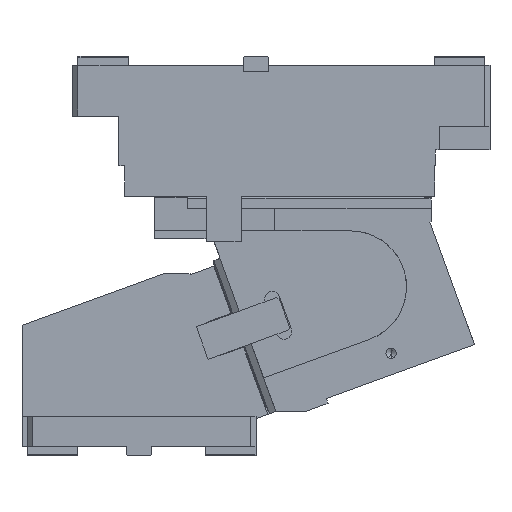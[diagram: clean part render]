
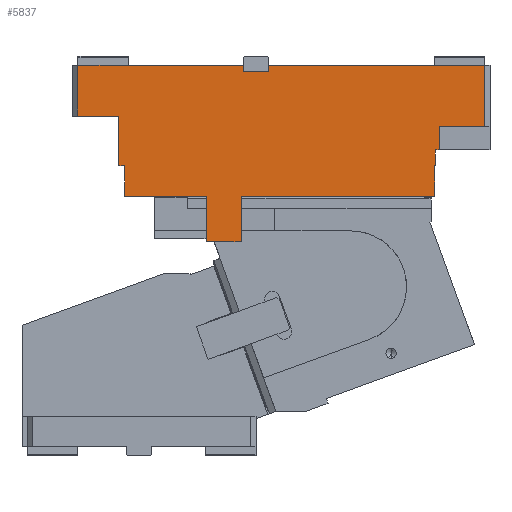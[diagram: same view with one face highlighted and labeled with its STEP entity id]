
A CAD part, front view. The second image highlights one B-rep face of the part: STEP entity #5837.
In plain terms, the highlighted planar face has unit normal (0, -1, 0).
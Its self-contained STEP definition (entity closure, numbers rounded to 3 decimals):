
#129=CARTESIAN_POINT('Vertex',(50.87,-175.,-128.77)) ;
#132=CARTESIAN_POINT('Line Origine',(50.87,-175.,-113.77)) ;
#136=CARTESIAN_POINT('Vertex',(50.87,-175.,-98.77)) ;
#456=CARTESIAN_POINT('Line Origine',(47.935,-175.,-98.77)) ;
#460=CARTESIAN_POINT('Vertex',(45.,-175.,-98.77)) ;
#538=CARTESIAN_POINT('Vertex',(355.87,-175.,-128.77)) ;
#541=CARTESIAN_POINT('Line Origine',(260.62,-175.,-128.77)) ;
#545=CARTESIAN_POINT('Vertex',(165.37,-175.,-128.77)) ;
#566=CARTESIAN_POINT('Vertex',(131.37,-175.,-128.77)) ;
#569=CARTESIAN_POINT('Line Origine',(130.12,-175.,-128.77)) ;
#573=CARTESIAN_POINT('Vertex',(128.87,-175.,-128.77)) ;
#576=CARTESIAN_POINT('Line Origine',(89.87,-175.,-128.77)) ;
#1389=CARTESIAN_POINT('Vertex',(5.,-175.,0.)) ;
#1392=CARTESIAN_POINT('Line Origine',(86.25,-175.,0.)) ;
#1396=CARTESIAN_POINT('Vertex',(167.5,-175.,0.)) ;
#1588=CARTESIAN_POINT('Vertex',(405.,-175.,0.)) ;
#1759=CARTESIAN_POINT('Vertex',(192.5,-175.,0.)) ;
#1762=CARTESIAN_POINT('Line Origine',(298.75,-175.,0.)) ;
#1983=CARTESIAN_POINT('Vertex',(360.27,-175.,-83.1)) ;
#1986=CARTESIAN_POINT('Line Origine',(358.32,-175.,-83.1)) ;
#1990=CARTESIAN_POINT('Vertex',(356.37,-175.,-83.1)) ;
#2026=CARTESIAN_POINT('Line Origine',(356.37,-175.,-90.935)) ;
#2030=CARTESIAN_POINT('Vertex',(356.37,-175.,-98.77)) ;
#2064=CARTESIAN_POINT('Line Origine',(356.12,-175.,-98.77)) ;
#2068=CARTESIAN_POINT('Vertex',(355.87,-175.,-98.77)) ;
#2253=CARTESIAN_POINT('Line Origine',(45.,-175.,-74.385)) ;
#2257=CARTESIAN_POINT('Vertex',(45.,-175.,-50.)) ;
#2279=CARTESIAN_POINT('Line Origine',(165.37,-175.,-151.02)) ;
#2283=CARTESIAN_POINT('Vertex',(165.37,-175.,-173.27)) ;
#2326=CARTESIAN_POINT('Line Origine',(148.37,-175.,-173.27)) ;
#2330=CARTESIAN_POINT('Vertex',(131.37,-175.,-173.27)) ;
#2376=CARTESIAN_POINT('Line Origine',(131.37,-175.,-151.02)) ;
#2402=CARTESIAN_POINT('Line Origine',(25.,-175.,-50.)) ;
#2406=CARTESIAN_POINT('Vertex',(5.,-175.,-50.)) ;
#2505=CARTESIAN_POINT('Line Origine',(5.,-175.,-25.)) ;
#2522=CARTESIAN_POINT('Line Origine',(167.5,-175.,-3.)) ;
#2526=CARTESIAN_POINT('Vertex',(167.5,-175.,-6.)) ;
#2559=CARTESIAN_POINT('Vertex',(192.5,-175.,-6.)) ;
#2567=CARTESIAN_POINT('Line Origine',(180.,-175.,-6.)) ;
#2589=CARTESIAN_POINT('Line Origine',(192.5,-175.,-3.)) ;
#2606=CARTESIAN_POINT('Line Origine',(405.,-175.,-30.05)) ;
#2610=CARTESIAN_POINT('Vertex',(405.,-175.,-60.1)) ;
#2643=CARTESIAN_POINT('Vertex',(360.27,-175.,-60.1)) ;
#2658=CARTESIAN_POINT('Line Origine',(382.635,-175.,-60.1)) ;
#2694=CARTESIAN_POINT('Line Origine',(360.27,-175.,-71.6)) ;
#2721=CARTESIAN_POINT('Line Origine',(355.87,-175.,-113.77)) ;
#5807=CARTESIAN_POINT('Axis2P3D Location',(50.87,-175.,-98.77)) ;
#133=DIRECTION('Vector Direction',(0.,0.,1.)) ;
#457=DIRECTION('Vector Direction',(-1.,0.,0.)) ;
#542=DIRECTION('Vector Direction',(-1.,0.,0.)) ;
#570=DIRECTION('Vector Direction',(-1.,0.,0.)) ;
#577=DIRECTION('Vector Direction',(1.,0.,0.)) ;
#1393=DIRECTION('Vector Direction',(1.,0.,0.)) ;
#1763=DIRECTION('Vector Direction',(1.,0.,0.)) ;
#1987=DIRECTION('Vector Direction',(-1.,0.,0.)) ;
#2027=DIRECTION('Vector Direction',(0.,0.,-1.)) ;
#2065=DIRECTION('Vector Direction',(-1.,0.,0.)) ;
#2254=DIRECTION('Vector Direction',(0.,0.,-1.)) ;
#2280=DIRECTION('Vector Direction',(0.,0.,1.)) ;
#2327=DIRECTION('Vector Direction',(1.,0.,0.)) ;
#2377=DIRECTION('Vector Direction',(0.,0.,1.)) ;
#2403=DIRECTION('Vector Direction',(1.,0.,0.)) ;
#2506=DIRECTION('Vector Direction',(0.,0.,-1.)) ;
#2523=DIRECTION('Vector Direction',(0.,0.,-1.)) ;
#2568=DIRECTION('Vector Direction',(-1.,0.,0.)) ;
#2590=DIRECTION('Vector Direction',(0.,0.,1.)) ;
#2607=DIRECTION('Vector Direction',(0.,0.,1.)) ;
#2659=DIRECTION('Vector Direction',(1.,0.,0.)) ;
#2695=DIRECTION('Vector Direction',(0.,0.,1.)) ;
#2722=DIRECTION('Vector Direction',(0.,0.,-1.)) ;
#5808=DIRECTION('Axis2P3D Direction',(0.,1.,0.)) ;
#5809=DIRECTION('Axis2P3D XDirection',(0.,0.,-1.)) ;
#5810=AXIS2_PLACEMENT_3D('Plane Axis2P3D',#5807,#5808,#5809) ;
#5813=ORIENTED_EDGE('',*,*,#547,.T.) ;
#5814=ORIENTED_EDGE('',*,*,#2725,.T.) ;
#5815=ORIENTED_EDGE('',*,*,#2070,.F.) ;
#5816=ORIENTED_EDGE('',*,*,#2032,.F.) ;
#5817=ORIENTED_EDGE('',*,*,#1992,.F.) ;
#5818=ORIENTED_EDGE('',*,*,#2698,.T.) ;
#5819=ORIENTED_EDGE('',*,*,#2662,.T.) ;
#5820=ORIENTED_EDGE('',*,*,#2612,.T.) ;
#5821=ORIENTED_EDGE('',*,*,#1766,.F.) ;
#5822=ORIENTED_EDGE('',*,*,#2593,.F.) ;
#5823=ORIENTED_EDGE('',*,*,#2571,.T.) ;
#5824=ORIENTED_EDGE('',*,*,#2528,.F.) ;
#5825=ORIENTED_EDGE('',*,*,#1398,.F.) ;
#5826=ORIENTED_EDGE('',*,*,#2509,.T.) ;
#5827=ORIENTED_EDGE('',*,*,#2408,.T.) ;
#5828=ORIENTED_EDGE('',*,*,#2259,.T.) ;
#5829=ORIENTED_EDGE('',*,*,#462,.F.) ;
#5830=ORIENTED_EDGE('',*,*,#138,.T.) ;
#5831=ORIENTED_EDGE('',*,*,#580,.T.) ;
#5832=ORIENTED_EDGE('',*,*,#575,.T.) ;
#5833=ORIENTED_EDGE('',*,*,#2380,.F.) ;
#5834=ORIENTED_EDGE('',*,*,#2332,.T.) ;
#5835=ORIENTED_EDGE('',*,*,#2285,.T.) ;
#134=VECTOR('Line Direction',#133,1.) ;
#458=VECTOR('Line Direction',#457,1.) ;
#543=VECTOR('Line Direction',#542,1.) ;
#571=VECTOR('Line Direction',#570,1.) ;
#578=VECTOR('Line Direction',#577,1.) ;
#1394=VECTOR('Line Direction',#1393,1.) ;
#1764=VECTOR('Line Direction',#1763,1.) ;
#1988=VECTOR('Line Direction',#1987,1.) ;
#2028=VECTOR('Line Direction',#2027,1.) ;
#2066=VECTOR('Line Direction',#2065,1.) ;
#2255=VECTOR('Line Direction',#2254,1.) ;
#2281=VECTOR('Line Direction',#2280,1.) ;
#2328=VECTOR('Line Direction',#2327,1.) ;
#2378=VECTOR('Line Direction',#2377,1.) ;
#2404=VECTOR('Line Direction',#2403,1.) ;
#2507=VECTOR('Line Direction',#2506,1.) ;
#2524=VECTOR('Line Direction',#2523,1.) ;
#2569=VECTOR('Line Direction',#2568,1.) ;
#2591=VECTOR('Line Direction',#2590,1.) ;
#2608=VECTOR('Line Direction',#2607,1.) ;
#2660=VECTOR('Line Direction',#2659,1.) ;
#2696=VECTOR('Line Direction',#2695,1.) ;
#2723=VECTOR('Line Direction',#2722,1.) ;
#5837=ADVANCED_FACE('CAM HOLDER',(#5836),#5811,.F.) ;
#138=EDGE_CURVE('',#137,#130,#135,.F.) ;
#462=EDGE_CURVE('',#137,#461,#459,.T.) ;
#547=EDGE_CURVE('',#546,#539,#544,.F.) ;
#575=EDGE_CURVE('',#574,#567,#572,.F.) ;
#580=EDGE_CURVE('',#130,#574,#579,.T.) ;
#1398=EDGE_CURVE('',#1390,#1397,#1395,.T.) ;
#1766=EDGE_CURVE('',#1760,#1589,#1765,.T.) ;
#1992=EDGE_CURVE('',#1984,#1991,#1989,.T.) ;
#2032=EDGE_CURVE('',#1991,#2031,#2029,.T.) ;
#2070=EDGE_CURVE('',#2031,#2069,#2067,.T.) ;
#2259=EDGE_CURVE('',#2258,#461,#2256,.T.) ;
#2285=EDGE_CURVE('',#2284,#546,#2282,.T.) ;
#2332=EDGE_CURVE('',#2331,#2284,#2329,.T.) ;
#2380=EDGE_CURVE('',#2331,#567,#2379,.T.) ;
#2408=EDGE_CURVE('',#2407,#2258,#2405,.T.) ;
#2509=EDGE_CURVE('',#1390,#2407,#2508,.T.) ;
#2528=EDGE_CURVE('',#1397,#2527,#2525,.T.) ;
#2571=EDGE_CURVE('',#2560,#2527,#2570,.T.) ;
#2593=EDGE_CURVE('',#2560,#1760,#2592,.T.) ;
#2612=EDGE_CURVE('',#2611,#1589,#2609,.T.) ;
#2662=EDGE_CURVE('',#2644,#2611,#2661,.T.) ;
#2698=EDGE_CURVE('',#1984,#2644,#2697,.T.) ;
#2725=EDGE_CURVE('',#539,#2069,#2724,.F.) ;
#5812=EDGE_LOOP('',(#5813,#5814,#5815,#5816,#5817,#5818,#5819,#5820,#5821,#5822,#5823,#5824,#5825,#5826,#5827,#5828,#5829,#5830,#5831,#5832,#5833,#5834,#5835)) ;
#5836=FACE_OUTER_BOUND('',#5812,.T.) ;
#135=LINE('Line',#132,#134) ;
#459=LINE('Line',#456,#458) ;
#544=LINE('Line',#541,#543) ;
#572=LINE('Line',#569,#571) ;
#579=LINE('Line',#576,#578) ;
#1395=LINE('Line',#1392,#1394) ;
#1765=LINE('Line',#1762,#1764) ;
#1989=LINE('Line',#1986,#1988) ;
#2029=LINE('Line',#2026,#2028) ;
#2067=LINE('Line',#2064,#2066) ;
#2256=LINE('Line',#2253,#2255) ;
#2282=LINE('Line',#2279,#2281) ;
#2329=LINE('Line',#2326,#2328) ;
#2379=LINE('Line',#2376,#2378) ;
#2405=LINE('Line',#2402,#2404) ;
#2508=LINE('Line',#2505,#2507) ;
#2525=LINE('Line',#2522,#2524) ;
#2570=LINE('Line',#2567,#2569) ;
#2592=LINE('Line',#2589,#2591) ;
#2609=LINE('Line',#2606,#2608) ;
#2661=LINE('Line',#2658,#2660) ;
#2697=LINE('Line',#2694,#2696) ;
#2724=LINE('Line',#2721,#2723) ;
#5811=PLANE('Plane',#5810) ;
#130=VERTEX_POINT('',#129) ;
#137=VERTEX_POINT('',#136) ;
#461=VERTEX_POINT('',#460) ;
#539=VERTEX_POINT('',#538) ;
#546=VERTEX_POINT('',#545) ;
#567=VERTEX_POINT('',#566) ;
#574=VERTEX_POINT('',#573) ;
#1390=VERTEX_POINT('',#1389) ;
#1397=VERTEX_POINT('',#1396) ;
#1589=VERTEX_POINT('',#1588) ;
#1760=VERTEX_POINT('',#1759) ;
#1984=VERTEX_POINT('',#1983) ;
#1991=VERTEX_POINT('',#1990) ;
#2031=VERTEX_POINT('',#2030) ;
#2069=VERTEX_POINT('',#2068) ;
#2258=VERTEX_POINT('',#2257) ;
#2284=VERTEX_POINT('',#2283) ;
#2331=VERTEX_POINT('',#2330) ;
#2407=VERTEX_POINT('',#2406) ;
#2527=VERTEX_POINT('',#2526) ;
#2560=VERTEX_POINT('',#2559) ;
#2611=VERTEX_POINT('',#2610) ;
#2644=VERTEX_POINT('',#2643) ;
